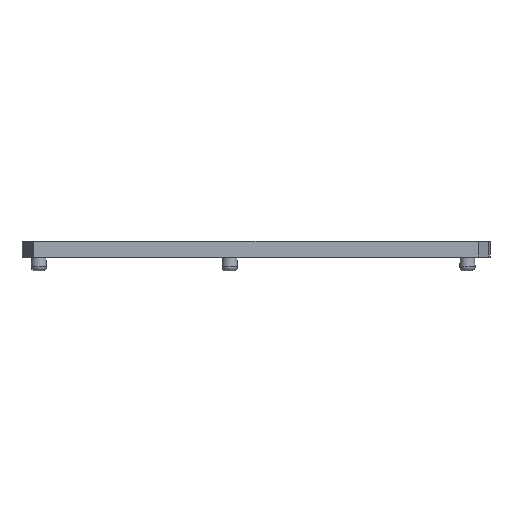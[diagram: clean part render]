
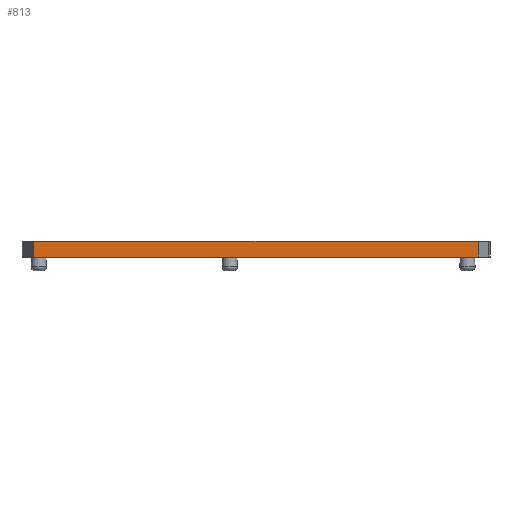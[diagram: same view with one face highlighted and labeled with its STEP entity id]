
A CAD part, front view. The second image highlights one B-rep face of the part: STEP entity #813.
In plain terms, the highlighted planar face has unit normal (0, -1, 0).
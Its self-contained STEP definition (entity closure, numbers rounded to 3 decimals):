
#813=ADVANCED_FACE('',(#1480),#1482,.F.);
#1480=FACE_BOUND('',#1481,.T.);
#1481=EDGE_LOOP('',(#1905,#1906,#1907,#1908));
#1482=PLANE('',#1483);
#1483=AXIS2_PLACEMENT_3D('',#1484,#1485,#1486);
#1484=CARTESIAN_POINT('',(0.,0.3,1.1));
#1485=DIRECTION('',(0.,1.,0.));
#1486=DIRECTION('',(0.,0.,-1.));
#1905=ORIENTED_EDGE('',*,*,#2131,.F.);
#1906=ORIENTED_EDGE('',*,*,#2147,.F.);
#1907=ORIENTED_EDGE('',*,*,#2145,.F.);
#1908=ORIENTED_EDGE('',*,*,#2113,.F.);
#2113=EDGE_CURVE('',#2470,#2471,#2472,.T.);
#2131=EDGE_CURVE('',#2500,#2470,#2502,.T.);
#2145=EDGE_CURVE('',#2471,#2521,#2522,.T.);
#2147=EDGE_CURVE('',#2521,#2500,#2524,.T.);
#2470=VERTEX_POINT('',#3586);
#2471=VERTEX_POINT('',#3587);
#2472=LINE('',#3588,#3589);
#2500=VERTEX_POINT('',#3946);
#2502=LINE('',#3950,#3951);
#2521=VERTEX_POINT('',#3999);
#2522=LINE('',#4000,#4001);
#2524=LINE('',#4006,#4007);
#3586=CARTESIAN_POINT('',(35.526,0.3,-1.1));
#3587=CARTESIAN_POINT('',(-26.705,0.3,-1.1));
#3588=CARTESIAN_POINT('',(35.526,0.3,-1.1));
#3589=VECTOR('',#3590,1.);
#3590=DIRECTION('',(-1.,0.,0.));
#3946=CARTESIAN_POINT('',(35.526,0.3,1.1));
#3950=CARTESIAN_POINT('',(35.526,0.3,1.1));
#3951=VECTOR('',#3952,1.);
#3952=DIRECTION('',(0.,0.,-1.));
#3999=CARTESIAN_POINT('',(-26.705,0.3,1.1));
#4000=CARTESIAN_POINT('',(-26.705,0.3,-1.1));
#4001=VECTOR('',#4002,1.);
#4002=DIRECTION('',(0.,0.,1.));
#4006=CARTESIAN_POINT('',(-26.705,0.3,1.1));
#4007=VECTOR('',#4008,1.);
#4008=DIRECTION('',(1.,0.,0.));
